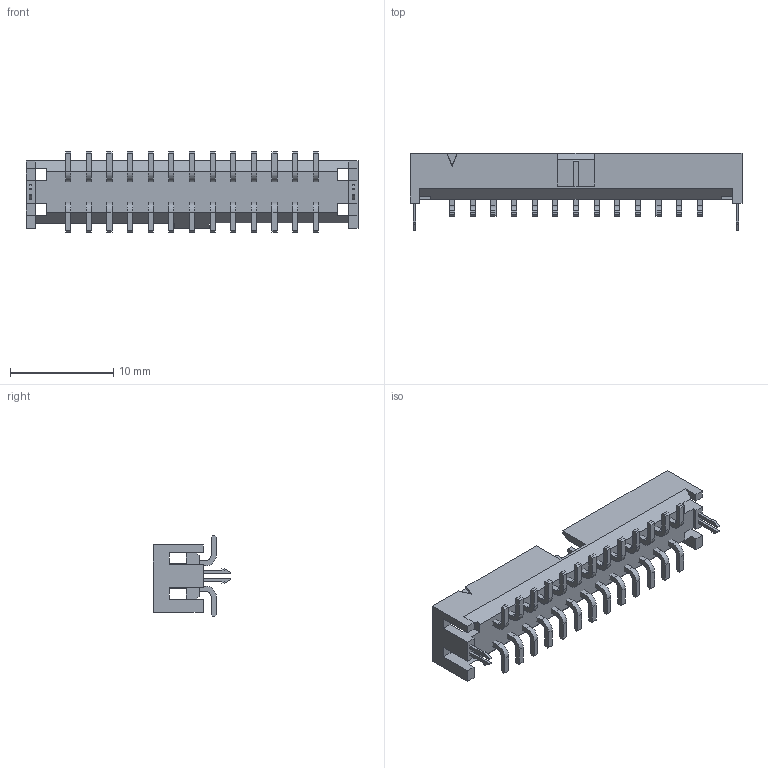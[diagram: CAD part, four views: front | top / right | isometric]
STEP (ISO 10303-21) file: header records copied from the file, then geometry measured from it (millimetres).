
FILE_DESCRIPTION(/* description */ ('STEP AP214'),/* implementation_level */ '2;1');
FILE_NAME(/* name */ 'STMM-113-01-G-D-SM-LC',/* time_stamp */ '2024-05-10T00:06:55+02:00',/* author */ ('License CC BY-ND 4.0'),/* organization */ ('CADENAS'),/* preprocessor_version */ 'ST-DEVELOPER v19.3',/* originating_system */ 'PARTsolutions',/* authorisation */ ' ');
FILE_SCHEMA (('AUTOMOTIVE_DESIGN {1 0 10303 214 3 1 1}'));
Length unit declared in the file: inch
Products named in the file (4): STMM-113-01-G-D-SM-LC; STMM-113-01-D-SM-LC_header; STMM-First_Position_Indicator; T-1S13-13-01-D-SMstmm
Assembly tree (3 placements, depth 2):
  STMM-113-01-G-D-SM-LC
    STMM-113-01-D-SM-LC_header
    STMM-First_Position_Indicator
    T-1S13-13-01-D-SMstmm
Bounding box: 32.16 x 7.49 x 7.8 mm (x, y, z)
Volume: 455.8 mm3; surface area: 1466 mm2
Topology: 3 solids, 3 shells, 538 faces, 1538 edges, 1024 vertices
Faces by surface type: plane 486, cylinder 52
Entity records: 17395 total; most frequent: CARTESIAN_POINT 3104, ORIENTED_EDGE 3076, DIRECTION 2726, EDGE_CURVE 1538, LINE 1434, VECTOR 1434, VERTEX_POINT 1024, AXIS2_PLACEMENT_3D 646
